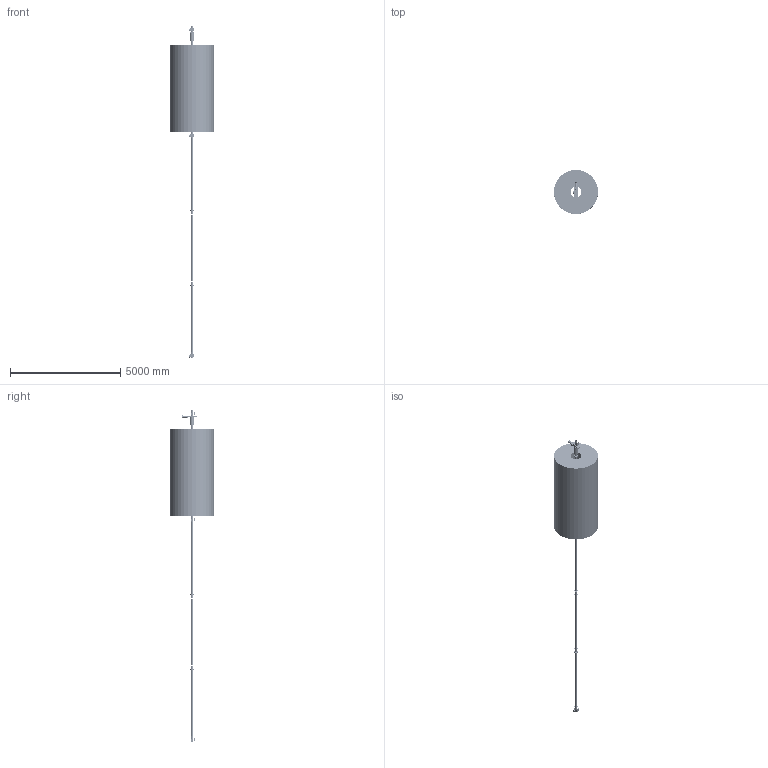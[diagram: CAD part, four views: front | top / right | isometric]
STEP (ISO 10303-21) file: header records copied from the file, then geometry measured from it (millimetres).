
FILE_DESCRIPTION(('FreeCAD Model'),'2;1');
FILE_NAME('RB24.step','2020-09-30T12:31:21',('Author'),(''), 'Open CASCADE STEP processor 7.4','FreeCAD','Unknown');
FILE_SCHEMA(('AUTOMOTIVE_DESIGN { 1 0 10303 214 1 1 1 1 }'));
Length unit declared in the file: millimetre
Products named in the file (112): RB24; voRB24CuTubeM; GDMLTube_TGeoTube0x20; voRB24CuTube; GDMLTube_TGeoTube0x21; voRB24CuTubeA; GDMLTube_TGeoTube0x22; voRB24CuTubeF; GDMLTube_TGeoTube0x23; RB24VMABCRB; RB24VMABCRBI; subtraction_shRB24VMABCRB; RB24VMABCRBP; GDMLBox_TGeoBBox0x957; shRB24VMABCRBT2; subtraction_shRB24VMABCRBT2c; RB24VMABCRBF2; GDMLTube_TGeoTube0x24; RB24VMABCRBF2B; GDMLTube_TGeoTube0x25; shRB24VMABCRBT3; subtraction_shRB24VMABCRBT3c; RB24VMABCRBF3; GDMLTube_TGeoTube0x26; RB24VMABCPirani; GDMLPolycone_TGeoPcon0x44; shRB24VMABCRBT4; subtraction_shRB24VMABCRBT4c; RB24VMABCRBT12; GDMLTube_TGeoTubeSeg0x11; RB24VMABBEBellowM; GDMLPolycone_TGeoPcon0x45; RB24VMABBECT1; GDMLTube_TGeoTube0x27; RB24B1BellowUS; GDMLTube_TGeoTube0x28; RB24B1LowerPlie; intersection_RB24B1LowerPlie0x1; RB24B1Wiggle; RB24B1PlieConn1 ...
Assembly tree (173 placements, depth 8):
  RB24
    voRB24CuTubeM
      GDMLTube_TGeoTube0x20
      voRB24CuTube
        GDMLTube_TGeoTube0x21
    voRB24CuTubeA
      GDMLTube_TGeoTube0x22
    voRB24CuTubeF  x2
      GDMLTube_TGeoTube0x23
    RB24VMABCRB  x2
      RB24VMABCRBI
        subtraction_shRB24VMABCRB
      RB24VMABCRBP
        GDMLBox_TGeoBBox0x957
      shRB24VMABCRBT2
        subtraction_shRB24VMABCRBT2c
      RB24VMABCRBF2
        GDMLTube_TGeoTube0x24
      RB24VMABCRBF2B
        GDMLTube_TGeoTube0x25
      shRB24VMABCRBT3
        subtraction_shRB24VMABCRBT3c
      RB24VMABCRBF3
        GDMLTube_TGeoTube0x26
      RB24VMABCPirani
        GDMLPolycone_TGeoPcon0x44
      shRB24VMABCRBT4
        subtraction_shRB24VMABCRBT4c
      RB24VMABCRBT12
        GDMLTube_TGeoTubeSeg0x11
      RB24VMABBEBellowM
        GDMLPolycone_TGeoPcon0x45
        RB24VMABBECT1
          GDMLTube_TGeoTube0x27
        RB24B1BellowUS
          GDMLTube_TGeoTube0x28
          RB24B1LowerPlie
            intersection_RB24B1LowerPlie0x1
          RB24B1Wiggle  x27
            RB24B1PlieConn1
              GDMLTube_TGeoTube0x29
            RB24B1UpperPlie
              intersection_RB24B1UpperPlie0x1
            RB24B1LowerPlie
              intersection_RB24B1LowerPlie0x1
        RB24VMABBECT2
          GDMLTube_TGeoTube0x30
      RB24B1RFlange
        GDMLPolycone_TGeoPcon0x46
      RB24VMABCTT
        GDMLPolycone_TGeoPcon0x47
      RB24VMABRFCT
        RB24VMABCCT
          GDMLPolycone_TGeoPcon0x48
        RB24VMABCCTFlange
          GDMLPolycone_TGeoPcon0x49
    RB24B1BellowM
      GDMLPolycone_TGeoPcon0x50
      RB24B1CT  x2
        GDMLTube_TGeoTube0x31
Bounding box: 2000 x 2000 x 15079.8 mm (x, y, z)
Volume: 11645820497.8 mm3; surface area: 49405924.9 mm2
Topology: 741 solids, 741 shells, 3466 faces, 6125 edges, 3479 vertices
Faces by surface type: cylinder 1458, torus 1153, plane 854, cone 1
Full cylindrical faces by diameter (mm): 18 x15, 20 x15, 25 x1, 35 x3, 38 x3, 50 x4, 58 x3, 60 x2, 63 x3, 70 x3, 77 x1, 80 x4, 84 x13, 97 x1, 100 x15, 102.5 x6, 103 x15, 104.681 x660, 111.819 x648, 114 x18, 114.4 x6, 152 x8, 180 x2, 200 x1, 500 x1, 2000 x1
Entity records: 10032 total; most frequent: CARTESIAN_POINT 1936, DIRECTION 1450, LINE 488, VECTOR 488, ORIENTED_EDGE 468, PCURVE 468, DEFINITIONAL_REPRESENTATION 468, AXIS2_PLACEMENT_3D 434
